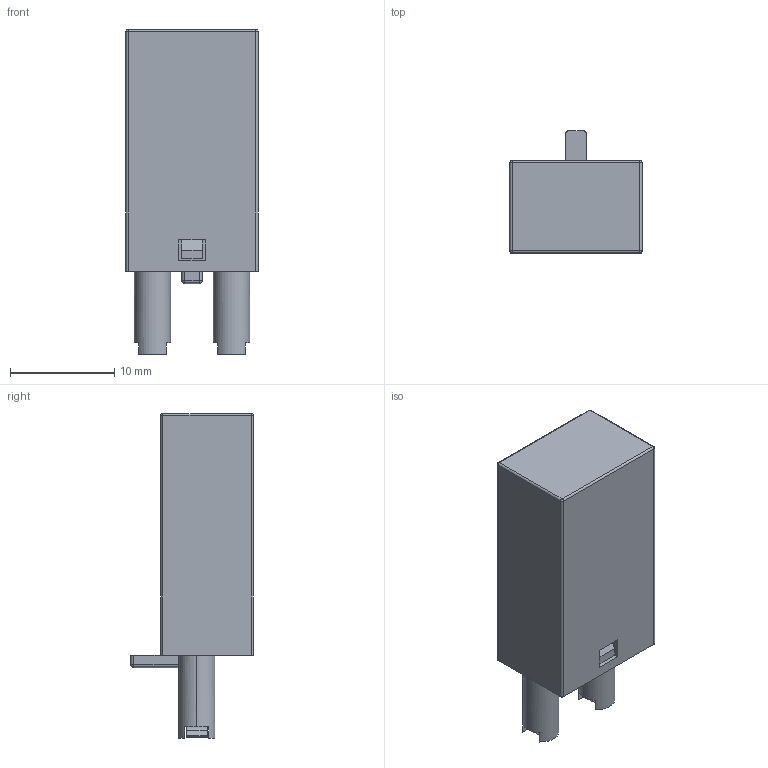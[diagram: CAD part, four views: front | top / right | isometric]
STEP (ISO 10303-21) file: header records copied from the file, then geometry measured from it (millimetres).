
FILE_DESCRIPTION (( 'STEP AP203' ), '1' );
FILE_NAME ('21_HFXX.STEP', '2024-12-16T19:50:54', ( '' ), ( '' ), 'SwSTEP 2.0', 'SolidWorks 2022', '' );
FILE_SCHEMA (( 'CONFIG_CONTROL_DESIGN' ));
Length unit declared in the file: millimetre
Products named in the file (1): 21_HFXX
Bounding box: 12.7 x 11.8 x 31.2 mm (x, y, z)
Volume: 1246.1 mm3; surface area: 3019.4 mm2
Topology: 4 solids, 4 shells, 430 faces, 1070 edges, 639 vertices
Faces by surface type: plane 311, cylinder 73, bspline 36, sphere 10
Entity records: 13683 total; most frequent: CARTESIAN_POINT 3772, ORIENTED_EDGE 2120, DIRECTION 1824, EDGE_CURVE 1060, LINE 906, VECTOR 906, VERTEX_POINT 639, AXIS2_PLACEMENT_3D 459
